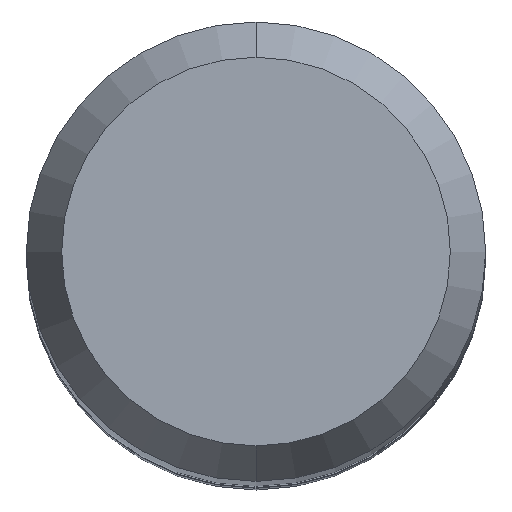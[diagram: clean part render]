
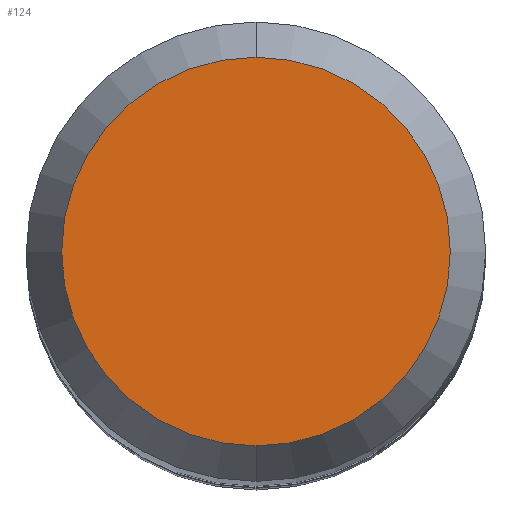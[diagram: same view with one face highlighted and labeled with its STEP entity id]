
A CAD part, top view. The second image highlights one B-rep face of the part: STEP entity #124.
In plain terms, the highlighted planar face has unit normal (0, 0, 1).
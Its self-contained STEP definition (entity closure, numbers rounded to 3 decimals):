
#124=ADVANCED_FACE('',(#300),#301,.T.);
#140=EDGE_CURVE('',#156,#166,#319,.T.);
#156=VERTEX_POINT('',#337);
#166=VERTEX_POINT('',#347);
#216=EDGE_CURVE('',#166,#156,#402,.T.);
#300=FACE_OUTER_BOUND('',#492,.T.);
#301=PLANE('',#493);
#319=CIRCLE('',#513,2.538);
#337=CARTESIAN_POINT('',(0.0,2.538,0.0));
#347=CARTESIAN_POINT('',(0.,-2.538,0.0));
#402=CIRCLE('',#622,2.538);
#492=EDGE_LOOP('',(#719,#720));
#493=AXIS2_PLACEMENT_3D('',#721,#722,#723);
#513=AXIS2_PLACEMENT_3D('',#743,#744,#745);
#622=AXIS2_PLACEMENT_3D('',#830,#831,#832);
#719=ORIENTED_EDGE('',*,*,#140,.F.);
#720=ORIENTED_EDGE('',*,*,#216,.F.);
#721=CARTESIAN_POINT('',(0.0,1.269,0.0));
#722=DIRECTION('',(-0.0,0.0,1.0));
#723=DIRECTION('',(0.0,-1.0,0.0));
#743=CARTESIAN_POINT('',(0.0,0.0,0.0));
#744=DIRECTION('',(0.0,0.0,-1.0));
#745=DIRECTION('',(0.0,1.0,0.0));
#830=CARTESIAN_POINT('',(0.0,0.0,0.0));
#831=DIRECTION('',(0.0,0.0,-1.0));
#832=DIRECTION('',(0.0,1.0,0.0));
